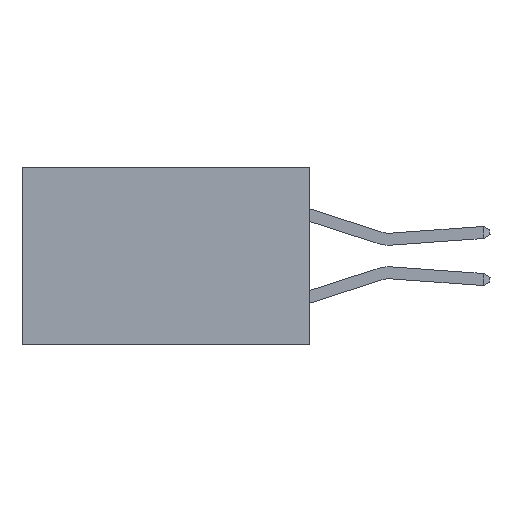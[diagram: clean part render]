
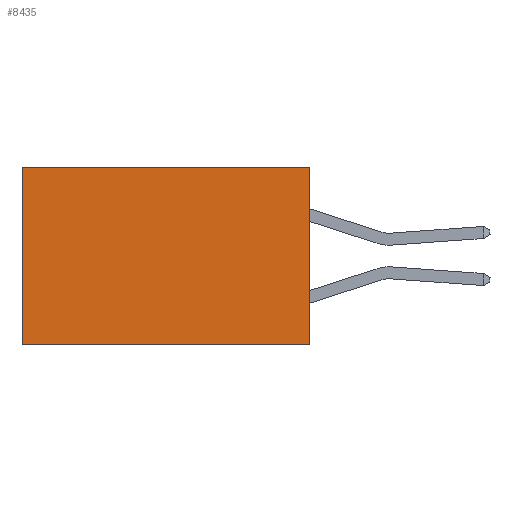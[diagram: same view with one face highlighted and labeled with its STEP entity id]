
A CAD part, left-side view. The second image highlights one B-rep face of the part: STEP entity #8435.
In plain terms, the highlighted planar face has unit normal (-1, 0, 0).
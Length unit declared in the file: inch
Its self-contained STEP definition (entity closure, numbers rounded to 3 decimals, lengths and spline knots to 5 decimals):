
#219 = EDGE_CURVE ( 'NONE', #7554, #2756, #11460, .T. ) ;
#329 = ORIENTED_EDGE ( 'NONE', *, *, #6804, .F. ) ;
#368 = CARTESIAN_POINT ( 'NONE',  ( 0.298, 0.6, 0. ) ) ;
#451 = EDGE_CURVE ( 'NONE', #7554, #10720, #5887, .T. ) ;
#675 = FACE_OUTER_BOUND ( 'NONE', #8268, .T. ) ;
#1856 = EDGE_CURVE ( 'NONE', #10720, #12884, #11555, .T. ) ;
#2188 = CARTESIAN_POINT ( 'NONE',  ( 0.298, 0., 0. ) ) ;
#2662 = CARTESIAN_POINT ( 'NONE',  ( 0.298, 0., -0.37 ) ) ;
#2756 = VERTEX_POINT ( 'NONE', #7582 ) ;
#2844 = DIRECTION ( 'NONE',  ( 0., 1., 0. ) ) ;
#3072 = VECTOR ( 'NONE', #10328, 39.37008 ) ;
#3489 = VECTOR ( 'NONE', #9003, 39.37008 ) ;
#4296 = DIRECTION ( 'NONE',  ( 0., 0., -1. ) ) ;
#5887 = LINE ( 'NONE', #12307, #8648 ) ;
#6397 = VECTOR ( 'NONE', #2844, 39.37008 ) ;
#6727 = CARTESIAN_POINT ( 'NONE',  ( 0.298, 0., 0. ) ) ;
#6804 = EDGE_CURVE ( 'NONE', #2756, #12884, #8667, .T. ) ;
#7554 = VERTEX_POINT ( 'NONE', #2188 ) ;
#7558 = PLANE ( 'NONE',  #12358 ) ;
#7582 = CARTESIAN_POINT ( 'NONE',  ( 0.298, 0., -0.37 ) ) ;
#7696 = ORIENTED_EDGE ( 'NONE', *, *, #1856, .T. ) ;
#8268 = EDGE_LOOP ( 'NONE', ( #7696, #329, #10100, #10646 ) ) ;
#8435 = ADVANCED_FACE ( 'NONE', ( #675 ), #7558, .F. ) ;
#8648 = VECTOR ( 'NONE', #10148, 39.37008 ) ;
#8667 = LINE ( 'NONE', #2662, #6397 ) ;
#8683 = CARTESIAN_POINT ( 'NONE',  ( 0.298, 0., 0. ) ) ;
#8702 = CARTESIAN_POINT ( 'NONE',  ( 0.298, 0.6, 0. ) ) ;
#9003 = DIRECTION ( 'NONE',  ( 0., 0., -1. ) ) ;
#10100 = ORIENTED_EDGE ( 'NONE', *, *, #219, .F. ) ;
#10148 = DIRECTION ( 'NONE',  ( 0., 1., 0. ) ) ;
#10328 = DIRECTION ( 'NONE',  ( 0., 0., -1. ) ) ;
#10625 = CARTESIAN_POINT ( 'NONE',  ( 0.298, 0.6, -0.37 ) ) ;
#10646 = ORIENTED_EDGE ( 'NONE', *, *, #451, .T. ) ;
#10720 = VERTEX_POINT ( 'NONE', #8702 ) ;
#10921 = DIRECTION ( 'NONE',  ( 1., 0., 0. ) ) ;
#11460 = LINE ( 'NONE', #6727, #3489 ) ;
#11555 = LINE ( 'NONE', #368, #3072 ) ;
#12307 = CARTESIAN_POINT ( 'NONE',  ( 0.298, 0., 0. ) ) ;
#12358 = AXIS2_PLACEMENT_3D ( 'NONE', #8683, #10921, #4296 ) ;
#12884 = VERTEX_POINT ( 'NONE', #10625 ) ;
